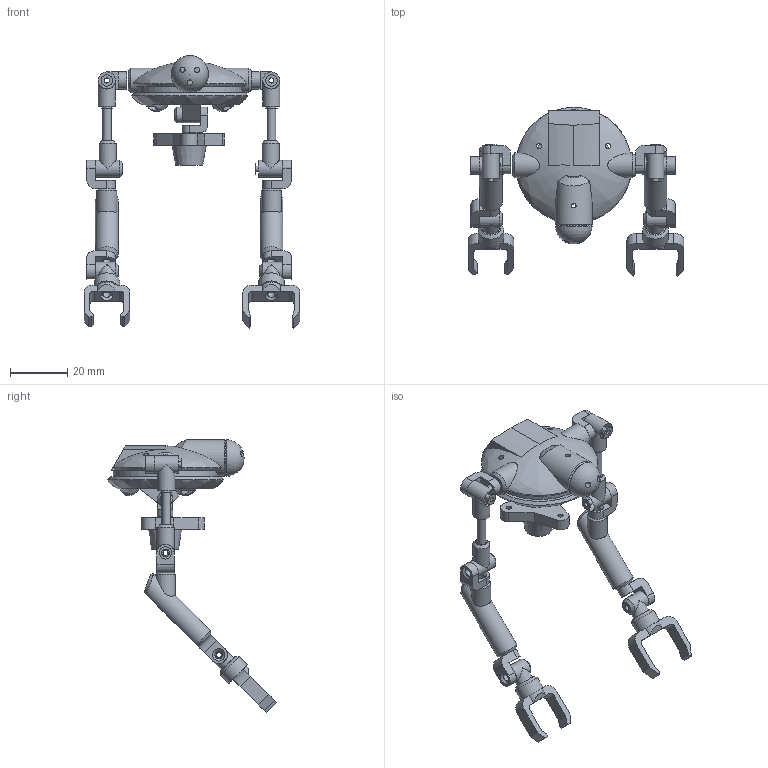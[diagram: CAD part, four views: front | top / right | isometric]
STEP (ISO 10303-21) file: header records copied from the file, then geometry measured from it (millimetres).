
FILE_DESCRIPTION(/* description */ (''),/* implementation_level */ '2;1');
FILE_NAME(/* name */ 'MarsRobo v10.step',/* time_stamp */ '2021-08-09T19:17:56+09:00',/* author */ (''),/* organization */ (''),/* preprocessor_version */ 'ST-DEVELOPER v18.1',/* originating_system */ 'Autodesk Translation Framework v10.9.0.1377',/* authorisation */ '');
FILE_SCHEMA (('AUTOMOTIVE_DESIGN { 1 0 10303 214 3 1 1 }'));
Length unit declared in the file: millimetre
Products named in the file (4): MarsRobo; Body; Arm; ArmR
Assembly tree (3 placements, depth 2):
  MarsRobo
    Body
    Arm
    ArmR
Bounding box: 75.68 x 59.16 x 95.65 mm (x, y, z)
Volume: 26472.6 mm3; surface area: 17918.5 mm2
Topology: 23 solids, 23 shells, 331 faces, 776 edges, 505 vertices
Faces by surface type: plane 156, cylinder 110, cone 43, bspline 21, sphere 1
Full cylindrical faces by diameter (mm): 1.62 x1, 1.8 x24, 2.43 x2, 2.52 x1, 2.7 x17, 3 x2, 3.2 x5, 5.4 x1, 6 x12, 7 x2, 8.64 x2, 9 x2, 12.96 x1
Entity records: 13467 total; most frequent: CARTESIAN_POINT 5650, DIRECTION 1549, ORIENTED_EDGE 1546, EDGE_CURVE 773, AXIS2_PLACEMENT_3D 581, VERTEX_POINT 505, EDGE_LOOP 436, LINE 387
